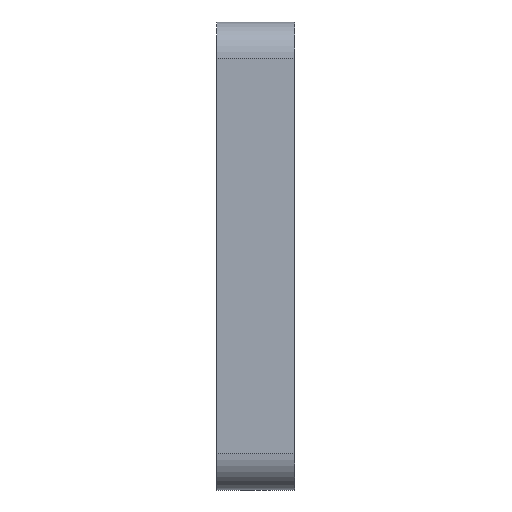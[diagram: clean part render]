
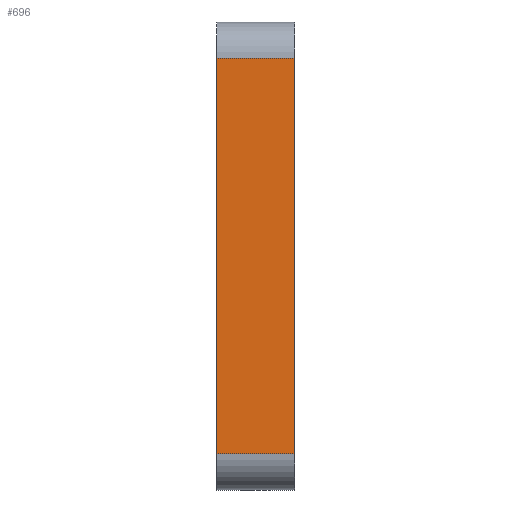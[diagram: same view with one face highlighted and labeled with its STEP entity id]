
A CAD part, left-side view. The second image highlights one B-rep face of the part: STEP entity #696.
In plain terms, the highlighted planar face has unit normal (-1, 0, 0).
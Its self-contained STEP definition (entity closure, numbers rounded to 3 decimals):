
#11=DIRECTION('',(0.,0.,1.));
#12=VECTOR('',#11,152.);
#13=CARTESIAN_POINT('',(0.,-15.,-166.));
#14=LINE('',#13,#12);
#196=DIRECTION('',(0.,1.,0.));
#197=VECTOR('',#196,30.);
#198=CARTESIAN_POINT('',(0.,-15.,-14.));
#199=LINE('',#198,#197);
#200=DIRECTION('',(0.,1.,0.));
#201=VECTOR('',#200,30.);
#202=CARTESIAN_POINT('',(0.,-15.,-166.));
#203=LINE('',#202,#201);
#269=DIRECTION('',(0.,0.,1.));
#270=VECTOR('',#269,152.);
#271=CARTESIAN_POINT('',(0.,15.,-166.));
#272=LINE('',#271,#270);
#314=CARTESIAN_POINT('',(0.,-15.,-166.));
#315=VERTEX_POINT('',#314);
#316=CARTESIAN_POINT('',(0.,-15.,-14.));
#317=VERTEX_POINT('',#316);
#346=CARTESIAN_POINT('',(0.,15.,-166.));
#347=VERTEX_POINT('',#346);
#348=CARTESIAN_POINT('',(0.,15.,-14.));
#349=VERTEX_POINT('',#348);
#683=CARTESIAN_POINT('',(0.,-15.,-166.));
#684=DIRECTION('',(-1.,0.,0.));
#685=DIRECTION('',(0.,0.,1.));
#686=AXIS2_PLACEMENT_3D('',#683,#684,#685);
#687=PLANE('',#686);
#688=ORIENTED_EDGE('',*,*,#415,.F.);
#690=ORIENTED_EDGE('',*,*,#689,.T.);
#692=ORIENTED_EDGE('',*,*,#691,.T.);
#693=ORIENTED_EDGE('',*,*,#675,.F.);
#694=EDGE_LOOP('',(#688,#690,#692,#693));
#695=FACE_OUTER_BOUND('',#694,.F.);
#696=ADVANCED_FACE('',(#695),#687,.T.);
#415=EDGE_CURVE('',#315,#317,#14,.T.);
#675=EDGE_CURVE('',#317,#349,#199,.T.);
#689=EDGE_CURVE('',#315,#347,#203,.T.);
#691=EDGE_CURVE('',#347,#349,#272,.T.);
